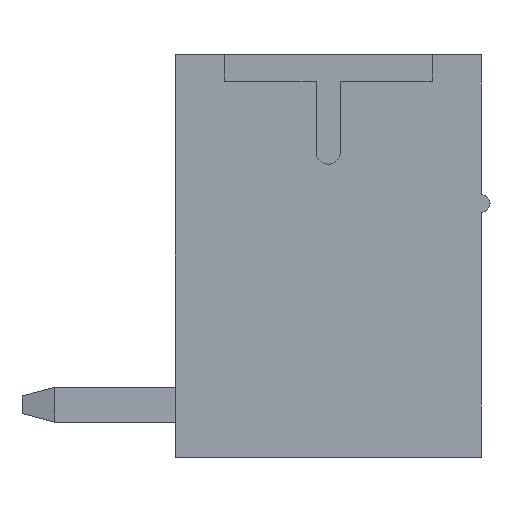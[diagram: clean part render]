
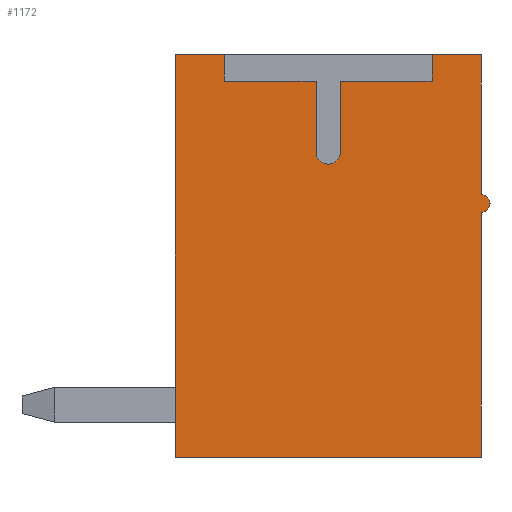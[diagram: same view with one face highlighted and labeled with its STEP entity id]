
A CAD part, left-side view. The second image highlights one B-rep face of the part: STEP entity #1172.
In plain terms, the highlighted planar face has unit normal (-1, 0, 0).
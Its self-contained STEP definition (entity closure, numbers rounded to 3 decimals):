
#1172=ADVANCED_FACE('',(#2392),#2393,.F.);
#2392=FACE_OUTER_BOUND('',#3653,.T.);
#2393=PLANE('',#3654);
#3653=EDGE_LOOP('',(#7132,#7133,#7134,#7135,#7136,#7137,#7138,#7139,#7140,#7141,#7142,#7143,#7144,#7145,#7146));
#3654=AXIS2_PLACEMENT_3D('',#7147,#7148,#7149);
#7132=ORIENTED_EDGE('',*,*,#8148,.T.);
#7133=ORIENTED_EDGE('',*,*,#8053,.T.);
#7134=ORIENTED_EDGE('',*,*,#8928,.T.);
#7135=ORIENTED_EDGE('',*,*,#8932,.T.);
#7136=ORIENTED_EDGE('',*,*,#8935,.T.);
#7137=ORIENTED_EDGE('',*,*,#7870,.T.);
#7138=ORIENTED_EDGE('',*,*,#8939,.T.);
#7139=ORIENTED_EDGE('',*,*,#8943,.T.);
#7140=ORIENTED_EDGE('',*,*,#8946,.T.);
#7141=ORIENTED_EDGE('',*,*,#8923,.T.);
#7142=ORIENTED_EDGE('',*,*,#8060,.T.);
#7143=ORIENTED_EDGE('',*,*,#8012,.T.);
#7144=ORIENTED_EDGE('',*,*,#7983,.T.);
#7145=ORIENTED_EDGE('',*,*,#8948,.T.);
#7146=ORIENTED_EDGE('',*,*,#8949,.T.);
#7147=CARTESIAN_POINT('',(-11.875,0.,2.375));
#7148=DIRECTION('',(1.0,0.0,0.0));
#7149=DIRECTION('',(0.0,1.0,0.0));
#7870=EDGE_CURVE('',#9488,#9485,#9489,.T.);
#7983=EDGE_CURVE('',#9677,#9678,#9679,.T.);
#8012=EDGE_CURVE('',#9734,#9677,#9735,.T.);
#8053=EDGE_CURVE('',#9803,#9800,#9804,.T.);
#8060=EDGE_CURVE('',#9816,#9734,#9817,.T.);
#8148=EDGE_CURVE('',#9990,#9803,#9991,.T.);
#8923=EDGE_CURVE('',#11075,#9816,#11076,.T.);
#8928=EDGE_CURVE('',#9800,#11081,#11083,.T.);
#8932=EDGE_CURVE('',#11081,#11087,#11089,.T.);
#8935=EDGE_CURVE('',#11087,#9488,#11092,.T.);
#8939=EDGE_CURVE('',#9485,#11096,#11098,.T.);
#8943=EDGE_CURVE('',#11096,#11102,#11104,.T.);
#8946=EDGE_CURVE('',#11102,#11075,#11107,.T.);
#8948=EDGE_CURVE('',#9678,#11109,#11110,.T.);
#8949=EDGE_CURVE('',#11109,#9990,#11111,.F.);
#9485=VERTEX_POINT('',#11875);
#9488=VERTEX_POINT('',#11879);
#9489=CIRCLE('',#11880,0.275);
#9677=VERTEX_POINT('',#12106);
#9678=VERTEX_POINT('',#12107);
#9679=LINE('',#12108,#12109);
#9734=VERTEX_POINT('',#12191);
#9735=LINE('',#12192,#12193);
#9800=VERTEX_POINT('',#12296);
#9803=VERTEX_POINT('',#12300);
#9804=LINE('',#12301,#12302);
#9816=VERTEX_POINT('',#12320);
#9817=LINE('',#12321,#12322);
#9990=VERTEX_POINT('',#12575);
#9991=LINE('',#12576,#12577);
#11075=VERTEX_POINT('',#14171);
#11076=LINE('',#14172,#14173);
#11081=VERTEX_POINT('',#14180);
#11083=LINE('',#14183,#14184);
#11087=VERTEX_POINT('',#14189);
#11089=LINE('',#14192,#14193);
#11092=LINE('',#14197,#14198);
#11096=VERTEX_POINT('',#14202);
#11098=CIRCLE('',#14205,0.275);
#11102=VERTEX_POINT('',#14210);
#11104=LINE('',#14213,#14214);
#11107=LINE('',#14218,#14219);
#11109=VERTEX_POINT('',#14221);
#11110=LINE('',#14222,#14223);
#11111=CIRCLE('',#14224,0.2);
#11875=CARTESIAN_POINT('',(-11.875,0.,2.1));
#11879=CARTESIAN_POINT('',(-11.875,-0.275,2.375));
#11880=AXIS2_PLACEMENT_3D('',#14609,#14610,#14611);
#12106=CARTESIAN_POINT('',(-11.875,3.5,-4.6));
#12107=CARTESIAN_POINT('',(-11.875,-3.5,-4.6));
#12108=CARTESIAN_POINT('',(-11.875,3.5,-4.6));
#12109=VECTOR('',#14803,1000.0);
#12191=CARTESIAN_POINT('',(-11.875,3.5,4.6));
#12192=CARTESIAN_POINT('',(-11.875,3.5,4.6));
#12193=VECTOR('',#14831,1000.0);
#12296=CARTESIAN_POINT('',(-11.875,-2.375,4.6));
#12300=CARTESIAN_POINT('',(-11.875,-3.5,4.6));
#12301=CARTESIAN_POINT('',(-11.875,-3.871,4.6));
#12302=VECTOR('',#14871,1000.0);
#12320=CARTESIAN_POINT('',(-11.875,2.375,4.6));
#12321=CARTESIAN_POINT('',(-11.875,2.375,4.6));
#12322=VECTOR('',#14878,1000.0);
#12575=CARTESIAN_POINT('',(-11.875,-3.5,1.4));
#12576=CARTESIAN_POINT('',(-11.875,-3.5,1.4));
#12577=VECTOR('',#14977,1000.0);
#14171=CARTESIAN_POINT('',(-11.875,2.375,4.0));
#14172=CARTESIAN_POINT('',(-11.875,2.375,4.0));
#14173=VECTOR('',#15587,1000.0);
#14180=CARTESIAN_POINT('',(-11.875,-2.375,4.0));
#14183=CARTESIAN_POINT('',(-11.875,-2.375,4.6));
#14184=VECTOR('',#15591,1000.0);
#14189=CARTESIAN_POINT('',(-11.875,-0.275,4.0));
#14192=CARTESIAN_POINT('',(-11.875,-2.375,4.0));
#14193=VECTOR('',#15594,1000.0);
#14197=CARTESIAN_POINT('',(-11.875,-0.275,4.0));
#14198=VECTOR('',#15596,1000.0);
#14202=CARTESIAN_POINT('',(-11.875,0.275,2.375));
#14205=AXIS2_PLACEMENT_3D('',#15601,#15602,#15603);
#14210=CARTESIAN_POINT('',(-11.875,0.275,4.0));
#14213=CARTESIAN_POINT('',(-11.875,0.275,2.375));
#14214=VECTOR('',#15606,1000.0);
#14218=CARTESIAN_POINT('',(-11.875,0.275,4.0));
#14219=VECTOR('',#15608,1000.0);
#14221=CARTESIAN_POINT('',(-11.875,-3.5,1.0));
#14222=CARTESIAN_POINT('',(-11.875,-3.5,-4.6));
#14223=VECTOR('',#15609,1000.0);
#14224=AXIS2_PLACEMENT_3D('',#15610,#15611,#15612);
#14609=CARTESIAN_POINT('',(-11.875,0.,2.375));
#14610=DIRECTION('',(1.0,0.0,0.0));
#14611=DIRECTION('',(0.0,-1.0,0.0));
#14803=DIRECTION('',(0.0,-1.0,0.));
#14831=DIRECTION('',(0.0,0.,-1.0));
#14871=DIRECTION('',(0.0,1.0,0.0));
#14878=DIRECTION('',(0.0,1.0,0.0));
#14977=DIRECTION('',(0.0,0.0,1.0));
#15587=DIRECTION('',(0.0,0.0,1.0));
#15591=DIRECTION('',(0.0,0.0,-1.0));
#15594=DIRECTION('',(0.0,1.0,0.0));
#15596=DIRECTION('',(0.0,0.,-1.0));
#15601=CARTESIAN_POINT('',(-11.875,0.,2.375));
#15602=DIRECTION('',(1.0,0.0,0.0));
#15603=DIRECTION('',(0.0,-1.0,0.0));
#15606=DIRECTION('',(0.0,0.,1.0));
#15608=DIRECTION('',(0.0,1.0,0.0));
#15609=DIRECTION('',(0.0,0.0,1.0));
#15610=CARTESIAN_POINT('',(-11.875,-3.5,1.2));
#15611=DIRECTION('',(1.0,0.0,0.0));
#15612=DIRECTION('',(0.0,0.0,-1.0));
